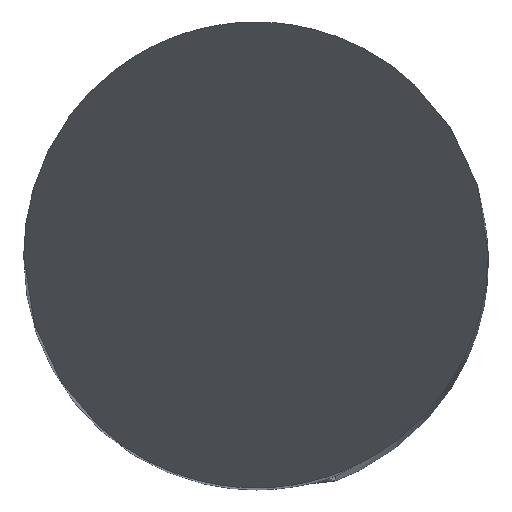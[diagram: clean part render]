
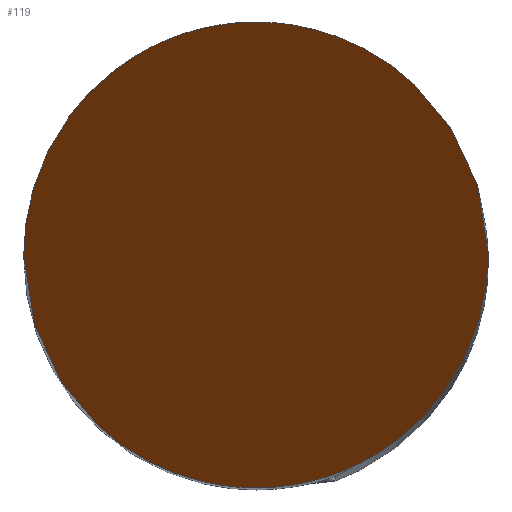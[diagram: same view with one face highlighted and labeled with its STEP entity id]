
A CAD part, top view. The second image highlights one B-rep face of the part: STEP entity #119.
In plain terms, the highlighted planar face has unit normal (0, -0.866, 0.5).
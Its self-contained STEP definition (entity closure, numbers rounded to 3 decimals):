
#119=ADVANCED_FACE('',(#154),#143,.T.);
#143=PLANE('',#465);
#154=FACE_OUTER_BOUND('',#178,.T.);
#178=EDGE_LOOP('',(#202,#203));
#202=ORIENTED_EDGE('',*,*,#353,.T.);
#203=ORIENTED_EDGE('',*,*,#354,.T.);
#316=VERTEX_POINT('',#610);
#317=VERTEX_POINT('',#611);
#353=EDGE_CURVE('',#316,#317,#418,.T.);
#354=EDGE_CURVE('',#317,#316,#419,.T.);
#418=(
BOUNDED_CURVE()
B_SPLINE_CURVE(3,(#606,#607,#608,#609),.UNSPECIFIED.,.F.,.F.)
B_SPLINE_CURVE_WITH_KNOTS((4,4),(0.,1.),.UNSPECIFIED.)
CURVE()
GEOMETRIC_REPRESENTATION_ITEM()
RATIONAL_B_SPLINE_CURVE((1.,0.333,0.333,1.))
REPRESENTATION_ITEM('')
);
#419=(
BOUNDED_CURVE()
B_SPLINE_CURVE(3,(#612,#613,#614,#615),.UNSPECIFIED.,.F.,.F.)
B_SPLINE_CURVE_WITH_KNOTS((4,4),(0.,1.),.UNSPECIFIED.)
CURVE()
GEOMETRIC_REPRESENTATION_ITEM()
RATIONAL_B_SPLINE_CURVE((1.,0.333,0.333,1.))
REPRESENTATION_ITEM('')
);
#465=AXIS2_PLACEMENT_3D('',#616,#502,#503);
#502=DIRECTION('',(0.,-0.866,0.5));
#503=DIRECTION('',(0.,-0.5,-0.866));
#606=CARTESIAN_POINT('',(-3.,0.,0.));
#607=CARTESIAN_POINT('',(-3.,-6.,-10.392));
#608=CARTESIAN_POINT('',(3.,-6.,-10.392));
#609=CARTESIAN_POINT('',(3.,0.,0.));
#610=CARTESIAN_POINT('',(-3.,0.,0.));
#611=CARTESIAN_POINT('',(3.,0.,0.));
#612=CARTESIAN_POINT('',(3.,0.,0.));
#613=CARTESIAN_POINT('',(3.,6.,10.392));
#614=CARTESIAN_POINT('',(-3.,6.,10.392));
#615=CARTESIAN_POINT('',(-3.,0.,0.));
#616=CARTESIAN_POINT('',(-82.527,3.,5.196));
